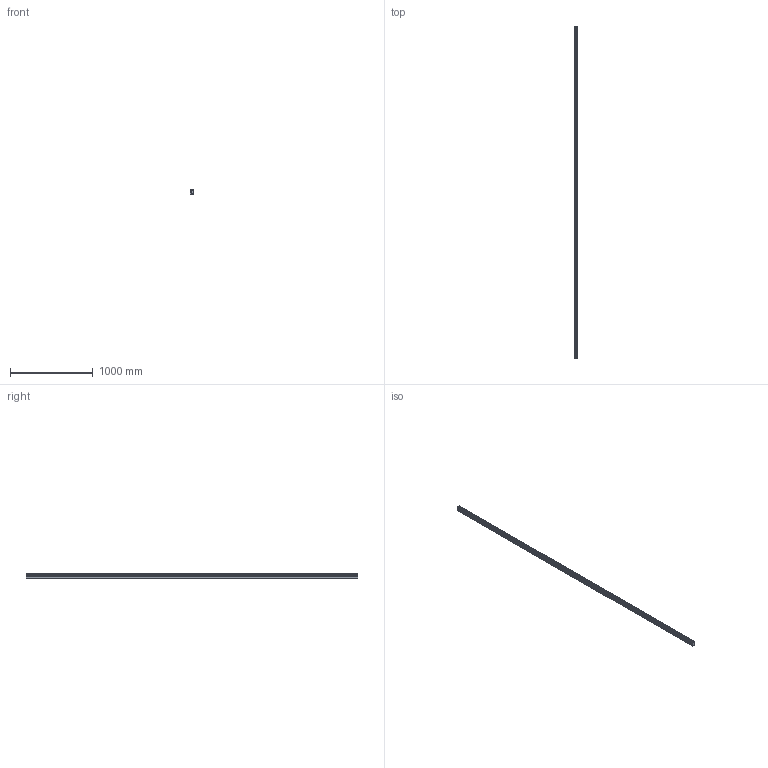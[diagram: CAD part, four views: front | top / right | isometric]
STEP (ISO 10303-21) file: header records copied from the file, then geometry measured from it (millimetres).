
FILE_DESCRIPTION(/* description */ ('Alibre Inc.'),/* implementation_level */ '2;1');
FILE_NAME(/* name */ 'export0',/* time_stamp */ '2017-02-03T09:01:35+01:00',/* author */ (''),/* organization */ (''),/* preprocessor_version */ 'ST-DEVELOPER v14',/* originating_system */ 'Alibre',/* authorisation */ '');
FILE_SCHEMA (('CONFIG_CONTROL_DESIGN'));
Length unit declared in the file: millimetre
Products named in the file (1): ID_1
Bounding box: 38 x 4000 x 53 mm (x, y, z)
Volume: 7029486.6 mm3; surface area: 805116.9 mm2
Topology: 1 solids, 1 shells, 170 faces, 504 edges, 336 vertices
Faces by surface type: plane 95, cylinder 75
Full cylindrical faces by diameter (mm): 16 x34, 23 x34
Entity records: 5558 total; most frequent: CARTESIAN_POINT 1656, ORIENTED_EDGE 804, DIRECTION 661, EDGE_CURVE 402, AXIS2_PLACEMENT_3D 320, EDGE_LOOP 306, FACE_BOUND 306, VERTEX_POINT 302
